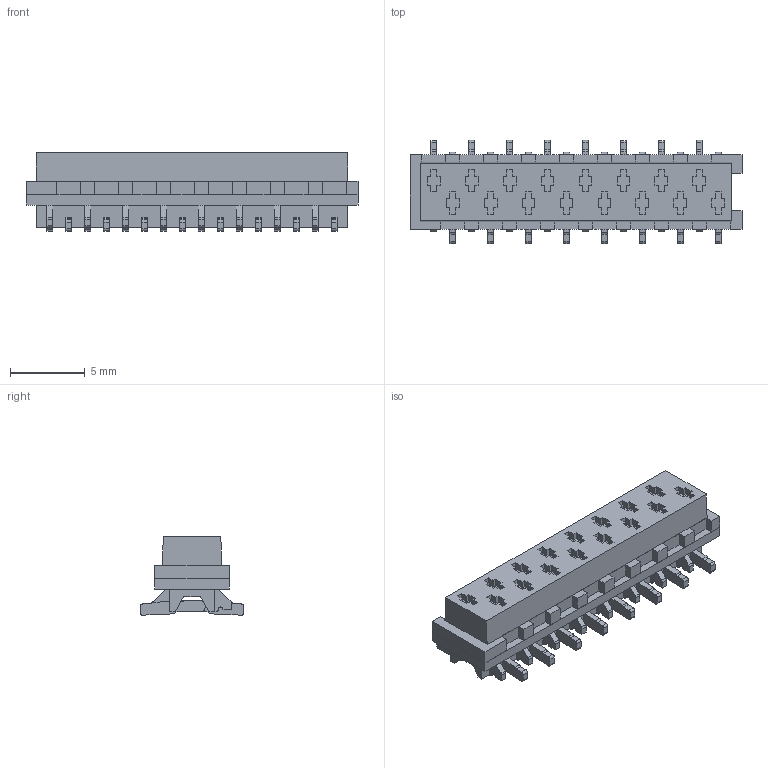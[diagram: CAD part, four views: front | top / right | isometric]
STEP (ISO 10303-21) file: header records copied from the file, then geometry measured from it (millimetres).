
FILE_DESCRIPTION((''),'2;1');
FILE_NAME('TYCO_8-188275-6.stp','2012-01-17T11:21:59',(''),(''),'Mechanical Desktop 2011','Mechanical Desktop 2011',', , ');
FILE_SCHEMA(('AUTOMOTIVE_DESIGN { 1 2 10303 214 1 1 1 1 }'));
Length unit declared in the file: millimetre
Products named in the file (1): Product
Bounding box: 22.25 x 6.91 x 5.25 mm (x, y, z)
Volume: 397.4 mm3; surface area: 1263.9 mm2
Topology: 36 solids, 36 shells, 820 faces, 2196 edges, 1464 vertices
Faces by surface type: plane 567, cylinder 144, bspline 109
Entity records: 25345 total; most frequent: CARTESIAN_POINT 4808, ORIENTED_EDGE 4392, DIRECTION 3908, EDGE_CURVE 2196, VECTOR 1908, LINE 1908, VERTEX_POINT 1464, AXIS2_PLACEMENT_3D 1000
